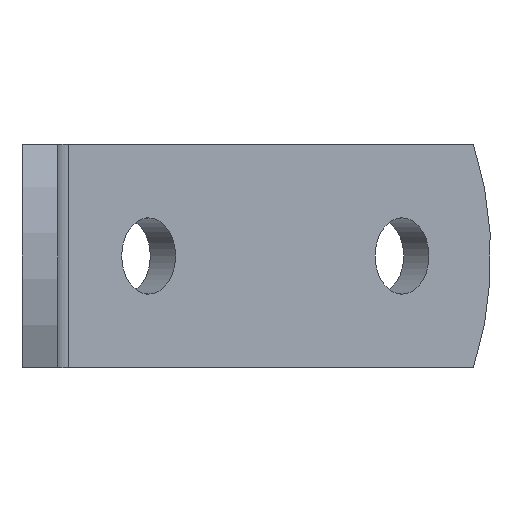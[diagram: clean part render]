
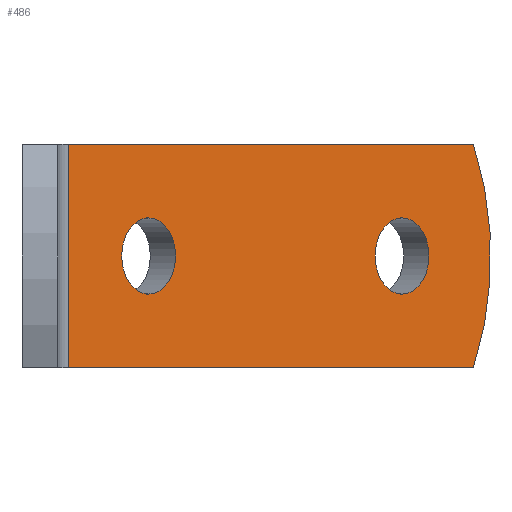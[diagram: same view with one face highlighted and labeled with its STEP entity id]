
A CAD part, front view. The second image highlights one B-rep face of the part: STEP entity #486.
In plain terms, the highlighted planar face has unit normal (0.707, -0.707, 0).
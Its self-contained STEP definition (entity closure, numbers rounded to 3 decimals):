
#73=CARTESIAN_POINT('',(50.397,44.74,-12.5));
#74=VERTEX_POINT('',#73);
#75=CARTESIAN_POINT('',(50.397,44.74,12.5));
#76=VERTEX_POINT('',#75);
#77=CARTESIAN_POINT('',(31.113,25.456,0.));
#78=DIRECTION('',(0.707,-0.707,0.0));
#79=DIRECTION('',(0.643,0.643,0.417));
#80=AXIS2_PLACEMENT_3D('',#77,#78,#79);
#81=CIRCLE('',#80,30.);
#82=EDGE_CURVE('',#74,#76,#81,.T.);
#169=CARTESIAN_POINT('',(5.172,-0.485,-12.5));
#170=VERTEX_POINT('',#169);
#171=CARTESIAN_POINT('',(5.172,-0.485,-12.5));
#172=DIRECTION('',(0.707,0.707,0.0));
#173=VECTOR('',#172,63.958);
#174=LINE('',#171,#173);
#175=EDGE_CURVE('',#170,#74,#174,.T.);
#314=CARTESIAN_POINT('',(17.147,11.49,0.));
#315=VERTEX_POINT('',#314);
#316=CARTESIAN_POINT('',(14.142,8.485,0.));
#317=DIRECTION('',(-0.707,0.707,0.));
#318=DIRECTION('',(0.707,0.707,0.0));
#319=AXIS2_PLACEMENT_3D('',#316,#317,#318);
#320=CIRCLE('',#319,4.25);
#321=EDGE_CURVE('',#315,#315,#320,.T.);
#334=CARTESIAN_POINT('',(45.432,39.775,0.));
#335=VERTEX_POINT('',#334);
#336=CARTESIAN_POINT('',(42.426,36.77,0.));
#337=DIRECTION('',(-0.707,0.707,0.));
#338=DIRECTION('',(0.707,0.707,0.0));
#339=AXIS2_PLACEMENT_3D('',#336,#337,#338);
#340=CIRCLE('',#339,4.25);
#341=EDGE_CURVE('',#335,#335,#340,.T.);
#391=CARTESIAN_POINT('',(5.172,-0.485,12.5));
#392=VERTEX_POINT('',#391);
#393=CARTESIAN_POINT('',(5.172,-0.485,12.5));
#394=DIRECTION('',(0.0,0.0,-1.0));
#395=VECTOR('',#394,25.0);
#396=LINE('',#393,#395);
#397=EDGE_CURVE('',#392,#170,#396,.T.);
#460=CARTESIAN_POINT('',(5.172,-0.485,12.5));
#461=DIRECTION('',(0.707,0.707,0.0));
#462=VECTOR('',#461,63.958);
#463=LINE('',#460,#462);
#464=EDGE_CURVE('',#392,#76,#463,.T.);
#469=CARTESIAN_POINT('',(-8.095,-13.752,0.));
#470=DIRECTION('',(0.707,-0.707,0.));
#471=DIRECTION('',(0.0,0.0,-1.0));
#472=AXIS2_PLACEMENT_3D('',#469,#470,#471);
#473=PLANE('',#472);
#474=ORIENTED_EDGE('',*,*,#82,.T.);
#475=ORIENTED_EDGE('',*,*,#464,.F.);
#476=ORIENTED_EDGE('',*,*,#397,.T.);
#477=ORIENTED_EDGE('',*,*,#175,.T.);
#478=EDGE_LOOP('',(#474,#475,#476,#477));
#479=FACE_OUTER_BOUND('',#478,.T.);
#480=ORIENTED_EDGE('',*,*,#321,.T.);
#481=EDGE_LOOP('',(#480));
#482=FACE_BOUND('',#481,.T.);
#483=ORIENTED_EDGE('',*,*,#341,.T.);
#484=EDGE_LOOP('',(#483));
#485=FACE_BOUND('',#484,.T.);
#486=ADVANCED_FACE('',(#479,#482,#485),#473,.T.);
